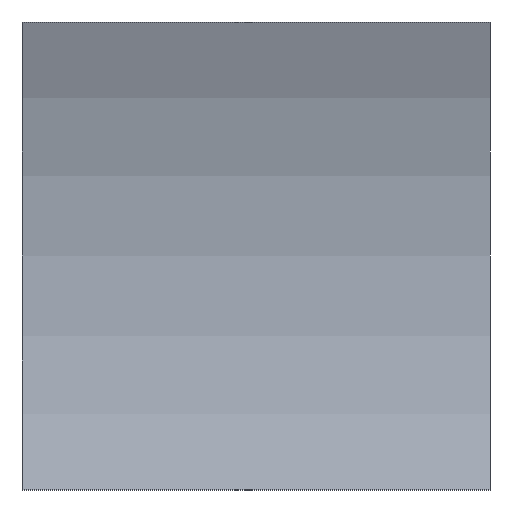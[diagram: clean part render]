
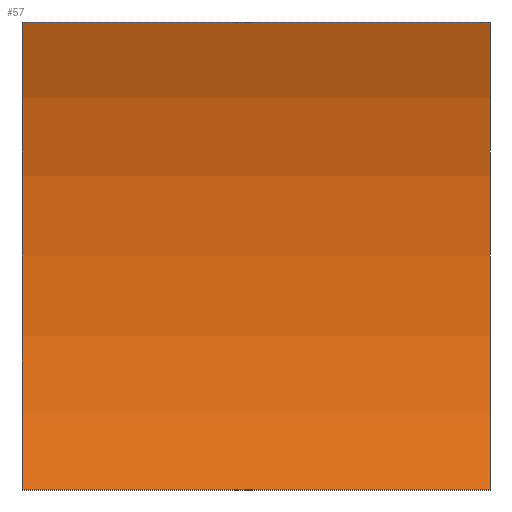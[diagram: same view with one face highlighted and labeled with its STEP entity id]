
A CAD part, left-side view. The second image highlights one B-rep face of the part: STEP entity #57.
In plain terms, the highlighted cylindrical face has radius 25.85 mm (diameter 51.7 mm), a partial arc.
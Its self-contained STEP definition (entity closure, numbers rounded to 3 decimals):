
#1 = ORIENTED_EDGE ( 'NONE', *, *, #122, .T. ) ;
#4 = CARTESIAN_POINT ( 'NONE',  ( -27.85, 0., 10. ) ) ;
#6 = VERTEX_POINT ( 'NONE', #92 ) ;
#16 = DIRECTION ( 'NONE',  ( 0., -1., 0. ) ) ;
#17 = LINE ( 'NONE', #150, #190 ) ;
#22 = LINE ( 'NONE', #79, #157 ) ;
#23 = DIRECTION ( 'NONE',  ( 0., -1., 0. ) ) ;
#26 = DIRECTION ( 'NONE',  ( 0., -1., 0. ) ) ;
#31 = CARTESIAN_POINT ( 'NONE',  ( -4.013, 0., 0. ) ) ;
#57 = ADVANCED_FACE ( 'NONE', ( #145 ), #149, .F. ) ;
#60 = ORIENTED_EDGE ( 'NONE', *, *, #162, .F. ) ;
#62 = DIRECTION ( 'NONE',  ( 0., 0., 1. ) ) ;
#76 = CARTESIAN_POINT ( 'NONE',  ( -4.013, 20., 0. ) ) ;
#79 = CARTESIAN_POINT ( 'NONE',  ( -4.013, 20., 0. ) ) ;
#88 = VERTEX_POINT ( 'NONE', #31 ) ;
#89 = CARTESIAN_POINT ( 'NONE',  ( -27.85, 20., 10. ) ) ;
#92 = CARTESIAN_POINT ( 'NONE',  ( -4.013, 0., 20. ) ) ;
#93 = ORIENTED_EDGE ( 'NONE', *, *, #137, .T. ) ;
#94 = EDGE_LOOP ( 'NONE', ( #93, #60, #104, #1 ) ) ;
#104 = ORIENTED_EDGE ( 'NONE', *, *, #155, .F. ) ;
#106 = DIRECTION ( 'NONE',  ( 0., 0., 1. ) ) ;
#122 = EDGE_CURVE ( 'NONE', #126, #88, #22, .T. ) ;
#126 = VERTEX_POINT ( 'NONE', #76 ) ;
#127 = AXIS2_PLACEMENT_3D ( 'NONE', #4, #180, #106 ) ;
#136 = DIRECTION ( 'NONE',  ( 0., 0., -1. ) ) ;
#137 = EDGE_CURVE ( 'NONE', #88, #6, #203, .T. ) ;
#145 = FACE_OUTER_BOUND ( 'NONE', #94, .T. ) ;
#149 = CYLINDRICAL_SURFACE ( 'NONE', #177, 25.85 ) ;
#150 = CARTESIAN_POINT ( 'NONE',  ( -4.013, 20., 20. ) ) ;
#155 = EDGE_CURVE ( 'NONE', #126, #176, #161, .T. ) ;
#157 = VECTOR ( 'NONE', #23, 1000. ) ;
#160 = DIRECTION ( 'NONE',  ( 0., -1., 0. ) ) ;
#161 = CIRCLE ( 'NONE', #201, 25.85 ) ;
#162 = EDGE_CURVE ( 'NONE', #176, #6, #17, .T. ) ;
#167 = CARTESIAN_POINT ( 'NONE',  ( -4.013, 20., 20. ) ) ;
#176 = VERTEX_POINT ( 'NONE', #167 ) ;
#177 = AXIS2_PLACEMENT_3D ( 'NONE', #89, #160, #136 ) ;
#180 = DIRECTION ( 'NONE',  ( 0., -1., 0. ) ) ;
#183 = CARTESIAN_POINT ( 'NONE',  ( -27.85, 20., 10. ) ) ;
#190 = VECTOR ( 'NONE', #16, 1000. ) ;
#201 = AXIS2_PLACEMENT_3D ( 'NONE', #183, #26, #62 ) ;
#203 = CIRCLE ( 'NONE', #127, 25.85 ) ;
